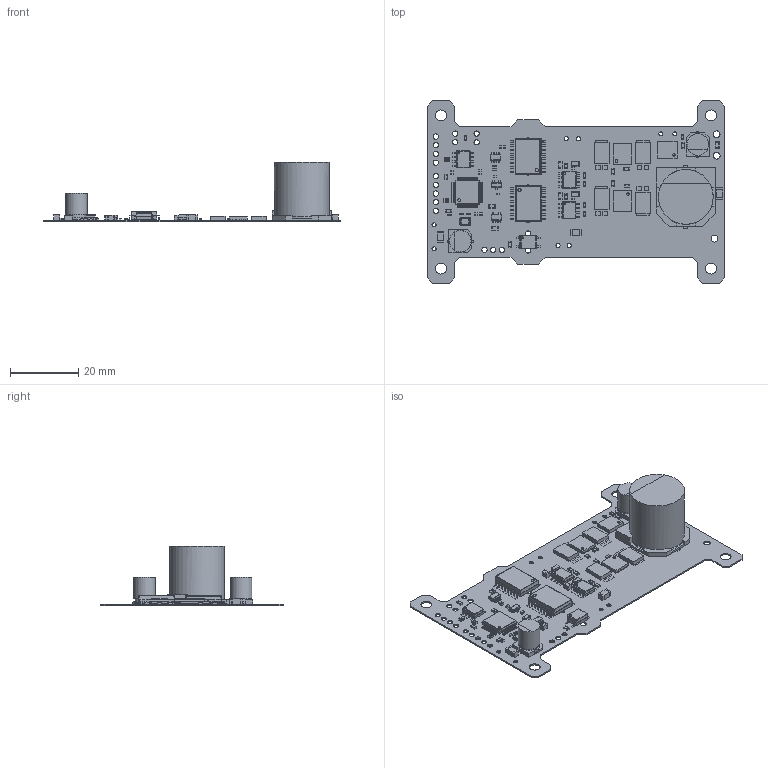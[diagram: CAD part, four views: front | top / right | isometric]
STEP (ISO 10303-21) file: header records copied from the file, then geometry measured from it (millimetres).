
FILE_DESCRIPTION(('Open CASCADE Model'),'2;1');
FILE_NAME('Open CASCADE Shape Model','2019-05-05T22:32:04',('Author'),( 'Open CASCADE'),'Open CASCADE STEP processor 6.8','Open CASCADE 6.8' ,'Unknown');
FILE_SCHEMA(('AUTOMOTIVE_DESIGN { 1 0 10303 214 1 1 1 1 }'));
Length unit declared in the file: millimetre
Products named in the file (183): PCB; Board; Open CASCADE STEP translator 6.8 2.1.1; C24; 6088737792; Extruded; 6088737392; C23; 5976289616; base; Open_CASCADE_STEP_translator_6.8_19.1.1; cylinder; Open_CASCADE_STEP_translator_6.8_19.2.1; mark; Open_CASCADE_STEP_translator_6.8_19.3.1; lead; C20; 6088736992; 6126370576; C16; C14; CAPC2012X145N_EIA_0805; C17; 5976278256; Open_CASCADE_STEP_translator_6.8_1.1.1; Open_CASCADE_STEP_translator_6.8_1.2.1; Open_CASCADE_STEP_translator_6.8_1.3.1; C15; 5976290096; U6; 5976278896; Body; Open_CASCADE_STEP_translator_6.8_4.1.1; Leader; Y1; det; U10; 5976279696; Open_CASCADE_STEP_translator_6.8_8.1; Open_CASCADE_STEP_translator_6.8_8.2.1 ...
Assembly tree (354 placements, depth 5):
  PCB
    Board
      Open CASCADE STEP translator 6.8 2.1.1
    C24
      6088737792
        Extruded
      6088737392  x2
        Extruded
    C23
      5976289616
        base
          Open_CASCADE_STEP_translator_6.8_19.1.1
        cylinder
          Open_CASCADE_STEP_translator_6.8_19.2.1
        mark
          Open_CASCADE_STEP_translator_6.8_19.3.1
        lead  x2
    C20
      6088736992
        Extruded
      6126370576  x2
        Extruded
    C16
      6088737792
        Extruded
      6088737392  x2
        Extruded
    C14
      CAPC2012X145N_EIA_0805
    C17
      5976278256
        base
          Open_CASCADE_STEP_translator_6.8_1.1.1
        cylinder
          Open_CASCADE_STEP_translator_6.8_1.2.1
        mark
          Open_CASCADE_STEP_translator_6.8_1.3.1
        lead  x2
    C15
      5976290096
        base
          Open_CASCADE_STEP_translator_6.8_19.1.1
        cylinder
          Open_CASCADE_STEP_translator_6.8_19.2.1
        mark
          Open_CASCADE_STEP_translator_6.8_19.3.1
        lead  x2
    U6
      5976278896
        Body
          Open_CASCADE_STEP_translator_6.8_4.1.1
        Leader  x6
    Y1
      det
    U10
      5976279696
        Open_CASCADE_STEP_translator_6.8_8.1
        Body
          Open_CASCADE_STEP_translator_6.8_8.2.1
        Leader  x4
Bounding box: 87 x 53.25 x 17.41 mm (x, y, z)
Volume: 6379.3 mm3; surface area: 12230.6 mm2
Topology: 297 solids, 310 shells, 6017 faces, 12579 edges, 6860 vertices
Faces by surface type: plane 4144, cylinder 1461, sphere 324, bspline 88
Full cylindrical faces by diameter (mm): 0.5 x3, 0.6 x1, 0.725 x1, 0.762 x2, 0.875 x1, 0.95 x2, 1.2 x8, 1.524 x16, 2 x3, 3.2 x4, 5.513 x2, 6.3 x2, 14 x1, 16 x1
Entity records: 46488 total; most frequent: CARTESIAN_POINT 12705, DIRECTION 6550, ORIENTED_EDGE 5669, EDGE_CURVE 2843, AXIS2_PLACEMENT_3D 2331, LINE 1888, VECTOR 1888, VERTEX_POINT 1602
